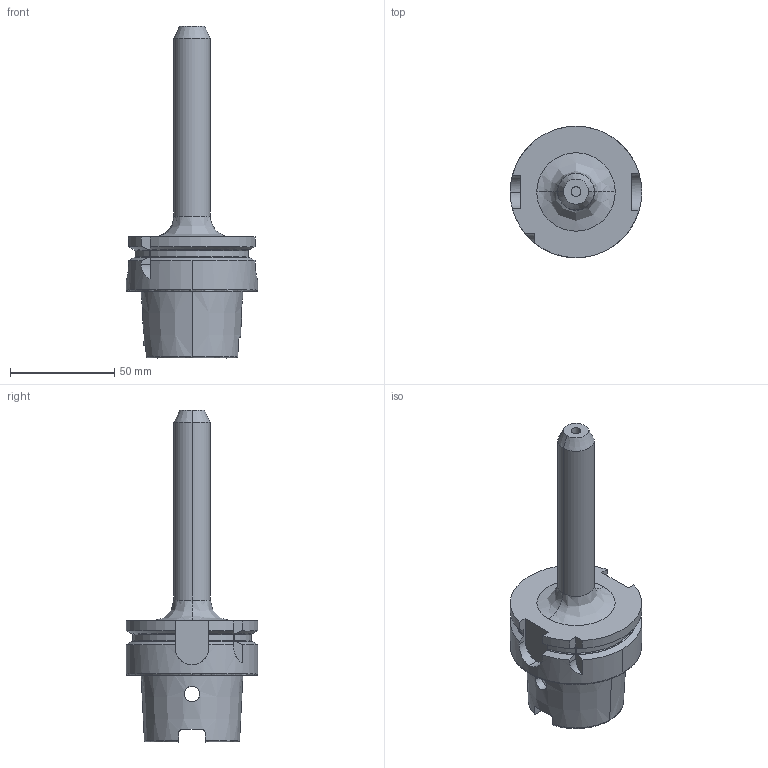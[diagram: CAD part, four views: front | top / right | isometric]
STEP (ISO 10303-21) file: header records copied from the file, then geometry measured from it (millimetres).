
FILE_DESCRIPTION (( 'STEP AP203' ), '1' );
FILE_NAME ('STP-32947-5.STEP', '2018-09-21T03:06:44', ( '' ), ( '' ), 'SwSTEP 2.0', 'SolidWorks 2015', '' );
FILE_SCHEMA (( 'CONFIG_CONTROL_DESIGN' ));
Length unit declared in the file: millimetre
Products named in the file (1): STP-32947-5
Bounding box: 63 x 63 x 159 mm (x, y, z)
Volume: 110447.4 mm3; surface area: 26994.2 mm2
Topology: 1 solids, 1 shells, 97 faces, 266 edges, 173 vertices
Faces by surface type: cylinder 33, plane 28, bspline 20, cone 14, torus 2
Entity records: 5311 total; most frequent: CARTESIAN_POINT 2958, ORIENTED_EDGE 532, DIRECTION 416, EDGE_CURVE 266, VERTEX_POINT 173, AXIS2_PLACEMENT_3D 163, EDGE_LOOP 103, FACE_OUTER_BOUND 97
